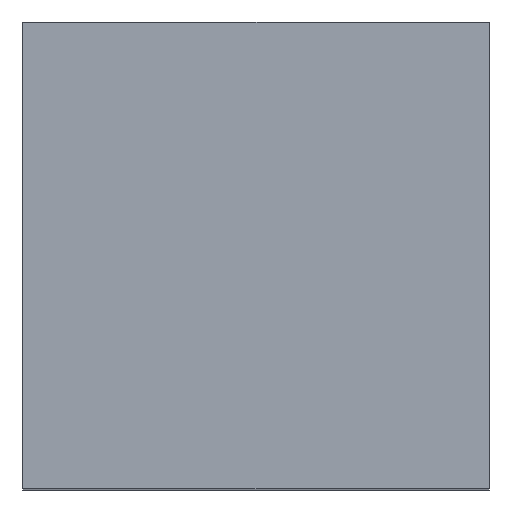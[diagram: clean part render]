
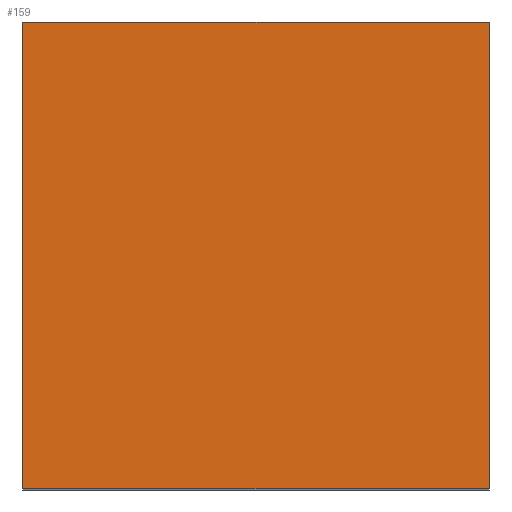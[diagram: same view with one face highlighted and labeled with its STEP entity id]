
A CAD part, top view. The second image highlights one B-rep face of the part: STEP entity #159.
In plain terms, the highlighted planar face has unit normal (0, 0, 1).
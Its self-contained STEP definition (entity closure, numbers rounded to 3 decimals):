
#50 = VERTEX_POINT('',#51);
#51 = CARTESIAN_POINT('',(-75.,-75.,525.));
#57 = EDGE_CURVE('',#50,#58,#60,.T.);
#58 = VERTEX_POINT('',#59);
#59 = CARTESIAN_POINT('',(-75.,75.,525.));
#60 = LINE('',#61,#62);
#61 = CARTESIAN_POINT('',(-75.,-75.,525.));
#62 = VECTOR('',#63,1.);
#63 = DIRECTION('',(0.,1.,0.));
#88 = EDGE_CURVE('',#58,#89,#91,.T.);
#89 = VERTEX_POINT('',#90);
#90 = CARTESIAN_POINT('',(75.,75.,525.));
#91 = LINE('',#92,#93);
#92 = CARTESIAN_POINT('',(-75.,75.,525.));
#93 = VECTOR('',#94,1.);
#94 = DIRECTION('',(1.,0.,0.));
#119 = EDGE_CURVE('',#89,#120,#122,.T.);
#120 = VERTEX_POINT('',#121);
#121 = CARTESIAN_POINT('',(75.,-75.,525.));
#122 = LINE('',#123,#124);
#123 = CARTESIAN_POINT('',(75.,75.,525.));
#124 = VECTOR('',#125,1.);
#125 = DIRECTION('',(-0.,-1.,0.));
#148 = EDGE_CURVE('',#120,#50,#149,.T.);
#149 = LINE('',#150,#151);
#150 = CARTESIAN_POINT('',(75.,-75.,525.));
#151 = VECTOR('',#152,1.);
#152 = DIRECTION('',(-1.,-0.,0.));
#159 = ADVANCED_FACE('',(#160),#166,.F.);
#160 = FACE_BOUND('',#161,.T.);
#161 = EDGE_LOOP('',(#162,#163,#164,#165));
#162 = ORIENTED_EDGE('',*,*,#57,.F.);
#163 = ORIENTED_EDGE('',*,*,#148,.F.);
#164 = ORIENTED_EDGE('',*,*,#119,.F.);
#165 = ORIENTED_EDGE('',*,*,#88,.F.);
#166 = PLANE('',#167);
#167 = AXIS2_PLACEMENT_3D('',#168,#169,#170);
#168 = CARTESIAN_POINT('',(0.,-0.,525.));
#169 = DIRECTION('',(0.,0.,-1.));
#170 = DIRECTION('',(-1.,0.,0.));
